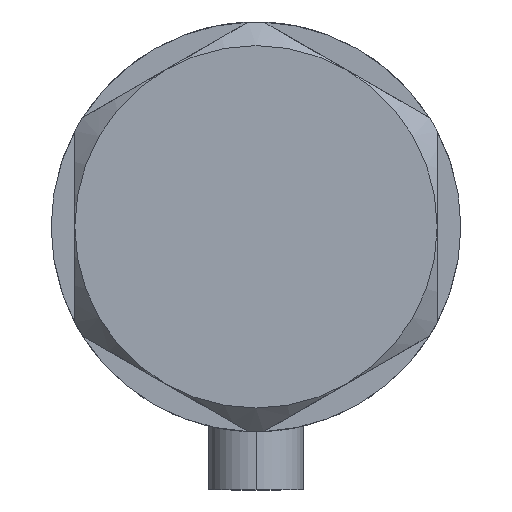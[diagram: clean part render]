
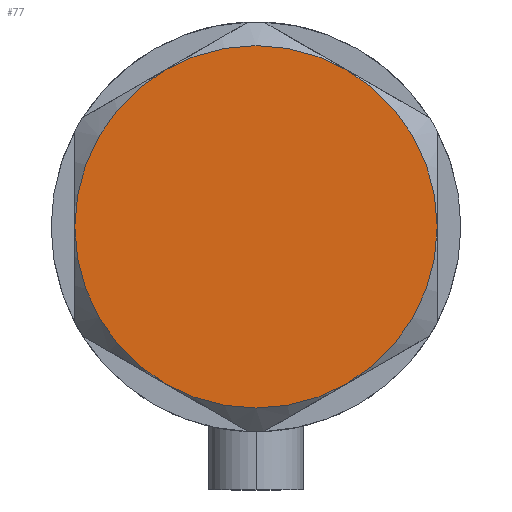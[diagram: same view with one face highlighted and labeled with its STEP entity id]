
A CAD part, left-side view. The second image highlights one B-rep face of the part: STEP entity #77.
In plain terms, the highlighted face is planar.
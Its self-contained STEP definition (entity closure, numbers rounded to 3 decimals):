
#77 = ADVANCED_FACE ( 'NONE', ( #1793 ), #575, .T. ) ;
#154 = DIRECTION ( 'NONE',  ( 1., 0., 0. ) ) ;
#276 = AXIS2_PLACEMENT_3D ( 'NONE', #441, #1661, #2018 ) ;
#291 = DIRECTION ( 'NONE',  ( 1., 0., 0. ) ) ;
#354 = CARTESIAN_POINT ( 'NONE',  ( 11.5, -19.919, 9. ) ) ;
#358 = EDGE_CURVE ( 'NONE', #3454, #1882, #3912, .T. ) ;
#441 = CARTESIAN_POINT ( 'NONE',  ( 0., 0., 9. ) ) ;
#458 = DIRECTION ( 'NONE',  ( 0., 0., 1. ) ) ;
#575 = PLANE ( 'NONE',  #883 ) ;
#606 = CIRCLE ( 'NONE', #3954, 23. ) ;
#694 = CARTESIAN_POINT ( 'NONE',  ( 11.5, 19.919, 9. ) ) ;
#759 = DIRECTION ( 'NONE',  ( 1., 0., 0. ) ) ;
#764 = CARTESIAN_POINT ( 'NONE',  ( 23., 0., 9. ) ) ;
#883 = AXIS2_PLACEMENT_3D ( 'NONE', #2180, #1383, #3804 ) ;
#1177 = DIRECTION ( 'NONE',  ( 1., 0., 0. ) ) ;
#1185 = ORIENTED_EDGE ( 'NONE', *, *, #5042, .T. ) ;
#1383 = DIRECTION ( 'NONE',  ( 0., 0., 1. ) ) ;
#1465 = CARTESIAN_POINT ( 'NONE',  ( 0., 0., 9. ) ) ;
#1632 = AXIS2_PLACEMENT_3D ( 'NONE', #3747, #2049, #154 ) ;
#1661 = DIRECTION ( 'NONE',  ( 0., 0., 1. ) ) ;
#1793 = FACE_OUTER_BOUND ( 'NONE', #2356, .T. ) ;
#1853 = VERTEX_POINT ( 'NONE', #4408 ) ;
#1882 = VERTEX_POINT ( 'NONE', #354 ) ;
#1961 = CARTESIAN_POINT ( 'NONE',  ( 0., 0., 9. ) ) ;
#2018 = DIRECTION ( 'NONE',  ( 1., 0., 0. ) ) ;
#2049 = DIRECTION ( 'NONE',  ( 0., 0., 1. ) ) ;
#2091 = AXIS2_PLACEMENT_3D ( 'NONE', #3228, #3173, #1177 ) ;
#2119 = ORIENTED_EDGE ( 'NONE', *, *, #3469, .T. ) ;
#2180 = CARTESIAN_POINT ( 'NONE',  ( 0., 0., 9. ) ) ;
#2356 = EDGE_LOOP ( 'NONE', ( #2531, #3776, #1185, #3369, #2119, #4050 ) ) ;
#2363 = CARTESIAN_POINT ( 'NONE',  ( 0., 0., 9. ) ) ;
#2531 = ORIENTED_EDGE ( 'NONE', *, *, #4835, .T. ) ;
#2936 = VERTEX_POINT ( 'NONE', #694 ) ;
#3041 = VERTEX_POINT ( 'NONE', #764 ) ;
#3173 = DIRECTION ( 'NONE',  ( 0., 0., 1. ) ) ;
#3228 = CARTESIAN_POINT ( 'NONE',  ( 0., 0., 9. ) ) ;
#3369 = ORIENTED_EDGE ( 'NONE', *, *, #4688, .T. ) ;
#3454 = VERTEX_POINT ( 'NONE', #4341 ) ;
#3469 = EDGE_CURVE ( 'NONE', #3531, #3454, #5104, .T. ) ;
#3531 = VERTEX_POINT ( 'NONE', #4144 ) ;
#3747 = CARTESIAN_POINT ( 'NONE',  ( 0., 0., 9. ) ) ;
#3776 = ORIENTED_EDGE ( 'NONE', *, *, #4739, .T. ) ;
#3804 = DIRECTION ( 'NONE',  ( 1., 0., 0. ) ) ;
#3912 = CIRCLE ( 'NONE', #1632, 23. ) ;
#3954 = AXIS2_PLACEMENT_3D ( 'NONE', #1961, #5040, #759 ) ;
#4029 = CIRCLE ( 'NONE', #276, 23. ) ;
#4050 = ORIENTED_EDGE ( 'NONE', *, *, #358, .T. ) ;
#4144 = CARTESIAN_POINT ( 'NONE',  ( -23., 0., 9. ) ) ;
#4317 = DIRECTION ( 'NONE',  ( 0., 0., 1. ) ) ;
#4341 = CARTESIAN_POINT ( 'NONE',  ( -11.5, -19.919, 9. ) ) ;
#4408 = CARTESIAN_POINT ( 'NONE',  ( -11.5, 19.919, 9. ) ) ;
#4438 = DIRECTION ( 'NONE',  ( 1., 0., 0. ) ) ;
#4632 = CIRCLE ( 'NONE', #2091, 23. ) ;
#4688 = EDGE_CURVE ( 'NONE', #1853, #3531, #4718, .T. ) ;
#4718 = CIRCLE ( 'NONE', #4802, 23. ) ;
#4739 = EDGE_CURVE ( 'NONE', #3041, #2936, #4632, .T. ) ;
#4802 = AXIS2_PLACEMENT_3D ( 'NONE', #1465, #4317, #291 ) ;
#4835 = EDGE_CURVE ( 'NONE', #1882, #3041, #4029, .T. ) ;
#4850 = AXIS2_PLACEMENT_3D ( 'NONE', #2363, #458, #4438 ) ;
#5040 = DIRECTION ( 'NONE',  ( 0., 0., 1. ) ) ;
#5042 = EDGE_CURVE ( 'NONE', #2936, #1853, #606, .T. ) ;
#5104 = CIRCLE ( 'NONE', #4850, 23. ) ;
